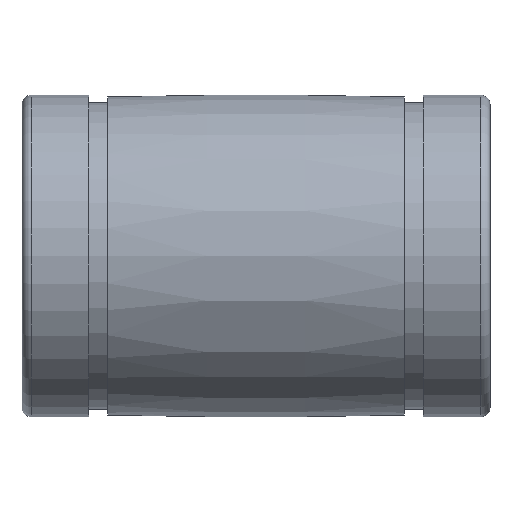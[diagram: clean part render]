
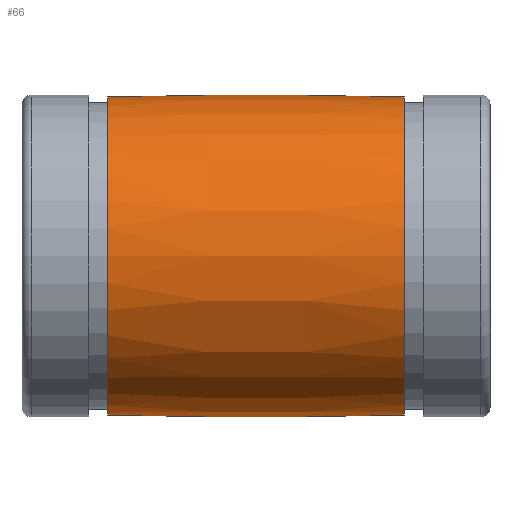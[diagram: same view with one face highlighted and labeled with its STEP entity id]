
A CAD part, top view. The second image highlights one B-rep face of the part: STEP entity #66.
In plain terms, the highlighted free-form (B-spline) face has degree [3, 3] with [4, 7] control points.
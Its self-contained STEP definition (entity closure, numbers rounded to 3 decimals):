
#66 = ADVANCED_FACE( '', ( #141, #142 ), #143, .T. );
#141 = FACE_OUTER_BOUND( '', #212, .T. );
#142 = FACE_OUTER_BOUND( '', #213, .T. );
#143 = ( BOUNDED_SURFACE(  )B_SPLINE_SURFACE( 3, 3, ( ( #216, #217, #218, #219, #220, #221, #222 ), ( #223, #224, #225, #226, #227, #228, #229 ), ( #230, #231, #232, #233, #234, #235, #236 ), ( #237, #238, #239, #240, #241, #242, #243 ) ), .UNSPECIFIED., .F., .T., .F. )B_SPLINE_SURFACE_WITH_KNOTS( ( 4, 4 ), ( 4, 3, 4 ), ( 0., 6.283 ), ( -0.025, 0., 0.025 ), .UNSPECIFIED. )GEOMETRIC_REPRESENTATION_ITEM(  )RATIONAL_B_SPLINE_SURFACE( ( ( 1., 0.333, 0.333, 1., 0.333, 0.333, 1. ), ( 1., 0.333, 0.333, 1., 0.333, 0.333, 1. ), ( 1., 0.333, 0.333, 1., 0.333, 0.333, 1. ), ( 1., 0.333, 0.333, 1., 0.333, 0.333, 1. ) ) )REPRESENTATION_ITEM( '' )SURFACE(  ) );
#212 = EDGE_LOOP( '', ( #337 ) );
#213 = EDGE_LOOP( '', ( #338 ) );
#216 = CARTESIAN_POINT( '', ( 26.15, 0., -10.875 ) );
#217 = CARTESIAN_POINT( '', ( 26.15, 21.75, -10.875 ) );
#218 = CARTESIAN_POINT( '', ( 26.15, 21.75, 10.875 ) );
#219 = CARTESIAN_POINT( '', ( 26.15, 0., 10.875 ) );
#220 = CARTESIAN_POINT( '', ( 26.15, -21.75, 10.875 ) );
#221 = CARTESIAN_POINT( '', ( 26.15, -21.75, -10.875 ) );
#222 = CARTESIAN_POINT( '', ( 26.15, 0., -10.875 ) );
#223 = CARTESIAN_POINT( '', ( 19.384, 0., -11.042 ) );
#224 = CARTESIAN_POINT( '', ( 19.384, 22.083, -11.042 ) );
#225 = CARTESIAN_POINT( '', ( 19.384, 22.083, 11.042 ) );
#226 = CARTESIAN_POINT( '', ( 19.384, 0., 11.042 ) );
#227 = CARTESIAN_POINT( '', ( 19.384, -22.083, 11.042 ) );
#228 = CARTESIAN_POINT( '', ( 19.384, -22.083, -11.042 ) );
#229 = CARTESIAN_POINT( '', ( 19.384, 0., -11.042 ) );
#230 = CARTESIAN_POINT( '', ( 12.616, 0., -11.042 ) );
#231 = CARTESIAN_POINT( '', ( 12.616, 22.083, -11.042 ) );
#232 = CARTESIAN_POINT( '', ( 12.616, 22.083, 11.042 ) );
#233 = CARTESIAN_POINT( '', ( 12.616, 0., 11.042 ) );
#234 = CARTESIAN_POINT( '', ( 12.616, -22.083, 11.042 ) );
#235 = CARTESIAN_POINT( '', ( 12.616, -22.083, -11.042 ) );
#236 = CARTESIAN_POINT( '', ( 12.616, 0., -11.042 ) );
#237 = CARTESIAN_POINT( '', ( 5.85, 0., -10.875 ) );
#238 = CARTESIAN_POINT( '', ( 5.85, 21.75, -10.875 ) );
#239 = CARTESIAN_POINT( '', ( 5.85, 21.75, 10.875 ) );
#240 = CARTESIAN_POINT( '', ( 5.85, 0., 10.875 ) );
#241 = CARTESIAN_POINT( '', ( 5.85, -21.75, 10.875 ) );
#242 = CARTESIAN_POINT( '', ( 5.85, -21.75, -10.875 ) );
#243 = CARTESIAN_POINT( '', ( 5.85, 0., -10.875 ) );
#337 = ORIENTED_EDGE( '', *, *, #379, .T. );
#338 = ORIENTED_EDGE( '', *, *, #380, .F. );
#379 = EDGE_CURVE( '', #425, #425, #426, .T. );
#380 = EDGE_CURVE( '', #427, #427, #428, .T. );
#425 = VERTEX_POINT( '', #473 );
#426 = CIRCLE( '', #474, 10.875 );
#427 = VERTEX_POINT( '', #475 );
#428 = CIRCLE( '', #476, 10.875 );
#473 = CARTESIAN_POINT( '', ( 5.85, 0., -10.875 ) );
#474 = AXIS2_PLACEMENT_3D( '', #521, #522, #523 );
#475 = CARTESIAN_POINT( '', ( 26.15, 0., -10.875 ) );
#476 = AXIS2_PLACEMENT_3D( '', #524, #525, #526 );
#521 = CARTESIAN_POINT( '', ( 5.85, 0., 0. ) );
#522 = DIRECTION( '', ( 1., 0., 0. ) );
#523 = DIRECTION( '', ( 0., 0., -1. ) );
#524 = CARTESIAN_POINT( '', ( 26.15, 0., 0. ) );
#525 = DIRECTION( '', ( 1., 0., 0. ) );
#526 = DIRECTION( '', ( 0., 0., -1. ) );
